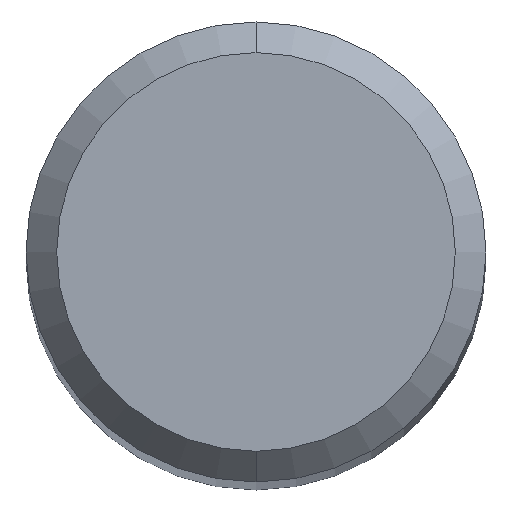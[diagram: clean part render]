
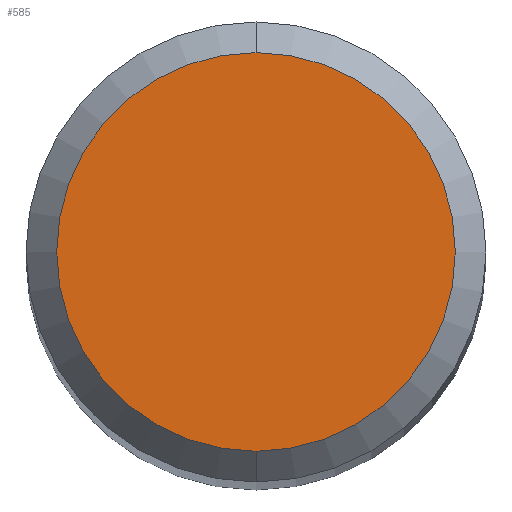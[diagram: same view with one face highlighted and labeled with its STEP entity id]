
A CAD part, top view. The second image highlights one B-rep face of the part: STEP entity #585.
In plain terms, the highlighted planar face has unit normal (0, 0, 1).
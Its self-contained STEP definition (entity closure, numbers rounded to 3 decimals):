
#435=VERTEX_POINT('',#978);
#507=EDGE_CURVE('',#529,#435,#1060,.T.);
#529=VERTEX_POINT('',#1085);
#577=EDGE_CURVE('',#435,#529,#1135,.T.);
#585=ADVANCED_FACE('',(#1143),#1144,.T.);
#978=CARTESIAN_POINT('',(0.0,2.6,0.0));
#1060=CIRCLE('',#2446,2.6);
#1085=CARTESIAN_POINT('',(0.,-2.6,0.0));
#1135=CIRCLE('',#2647,2.6);
#1143=FACE_OUTER_BOUND('',#2677,.T.);
#1144=PLANE('',#2678);
#2446=AXIS2_PLACEMENT_3D('',#4012,#4013,#4014);
#2647=AXIS2_PLACEMENT_3D('',#4103,#4104,#4105);
#2677=EDGE_LOOP('',(#4111,#4112));
#2678=AXIS2_PLACEMENT_3D('',#4113,#4114,#4115);
#4012=CARTESIAN_POINT('',(0.0,0.0,0.0));
#4013=DIRECTION('',(0.0,0.0,-1.0));
#4014=DIRECTION('',(0.0,1.0,0.0));
#4103=CARTESIAN_POINT('',(0.0,0.0,0.0));
#4104=DIRECTION('',(0.0,0.0,-1.0));
#4105=DIRECTION('',(0.0,1.0,0.0));
#4111=ORIENTED_EDGE('',*,*,#577,.F.);
#4112=ORIENTED_EDGE('',*,*,#507,.F.);
#4113=CARTESIAN_POINT('',(0.0,1.3,0.0));
#4114=DIRECTION('',(-0.0,0.0,1.0));
#4115=DIRECTION('',(0.0,-1.0,0.0));
